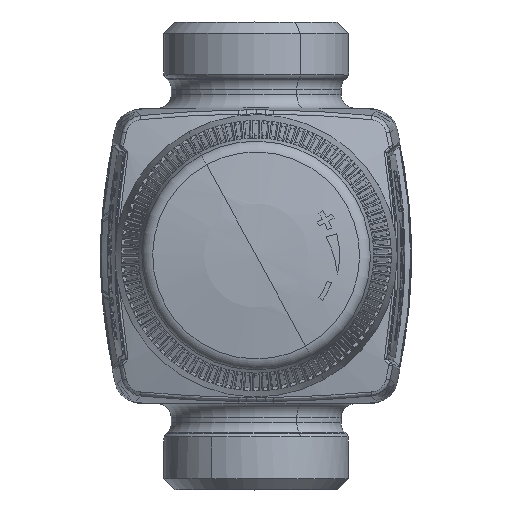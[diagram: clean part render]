
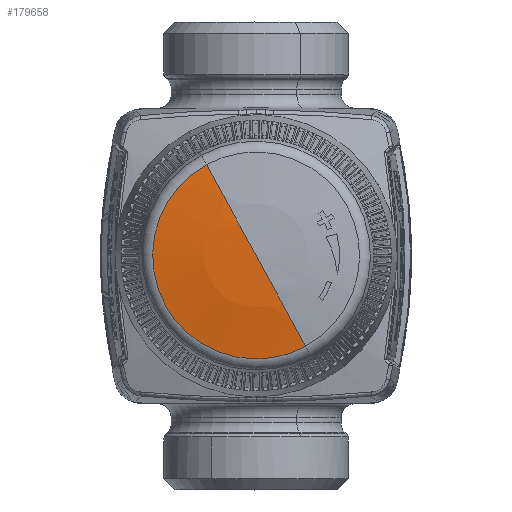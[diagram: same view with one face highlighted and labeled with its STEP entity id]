
A CAD part, top view. The second image highlights one B-rep face of the part: STEP entity #179658.
In plain terms, the highlighted spherical face has radius 100 mm.
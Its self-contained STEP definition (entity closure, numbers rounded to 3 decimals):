
#154388=CARTESIAN_POINT('Vertex',(8.909,-16.308,52.258)) ;
#154395=CARTESIAN_POINT('Vertex',(-8.909,16.308,52.258)) ;
#166037=CARTESIAN_POINT('Axis2P3D Location',(0.,0.,52.258)) ;
#179636=CARTESIAN_POINT('Axis2P3D Location',(0.,0.,-46.)) ;
#179641=CARTESIAN_POINT('Axis2P3D Location',(0.,0.,-46.)) ;
#179645=CARTESIAN_POINT('Vertex',(0.,0.,54.)) ;
#179648=CARTESIAN_POINT('Axis2P3D Location',(0.,0.,-46.)) ;
#166038=DIRECTION('Axis2P3D Direction',(0.,-0.,1.)) ;
#179637=DIRECTION('Axis2P3D Direction',(0.,0.,1.)) ;
#179638=DIRECTION('Axis2P3D XDirection',(-0.479,0.878,0.)) ;
#179642=DIRECTION('Axis2P3D Direction',(-0.878,-0.479,0.)) ;
#179649=DIRECTION('Axis2P3D Direction',(0.878,0.479,-0.)) ;
#166039=AXIS2_PLACEMENT_3D('Circle Axis2P3D',#166037,#166038,$) ;
#179639=AXIS2_PLACEMENT_3D('Sphere Axis2P3D',#179636,#179637,#179638) ;
#179643=AXIS2_PLACEMENT_3D('Circle Axis2P3D',#179641,#179642,$) ;
#179650=AXIS2_PLACEMENT_3D('Circle Axis2P3D',#179648,#179649,$) ;
#179654=ORIENTED_EDGE('',*,*,#179647,.F.) ;
#179655=ORIENTED_EDGE('',*,*,#179652,.T.) ;
#179656=ORIENTED_EDGE('',*,*,#166041,.T.) ;
#179658=ADVANCED_FACE('PartBody',(#179657),#179640,.T.) ;
#166040=CIRCLE('generated circle',#166039,18.582) ;
#179644=CIRCLE('generated circle',#179643,100.) ;
#179651=CIRCLE('generated circle',#179650,100.) ;
#166041=EDGE_CURVE('',#154396,#154389,#166040,.T.) ;
#179647=EDGE_CURVE('',#179646,#154389,#179644,.F.) ;
#179652=EDGE_CURVE('',#179646,#154396,#179651,.F.) ;
#179653=EDGE_LOOP('',(#179654,#179655,#179656)) ;
#179657=FACE_OUTER_BOUND('',#179653,.T.) ;
#179640=SPHERICAL_SURFACE('',#179639,100.) ;
#154389=VERTEX_POINT('',#154388) ;
#154396=VERTEX_POINT('',#154395) ;
#179646=VERTEX_POINT('',#179645) ;
